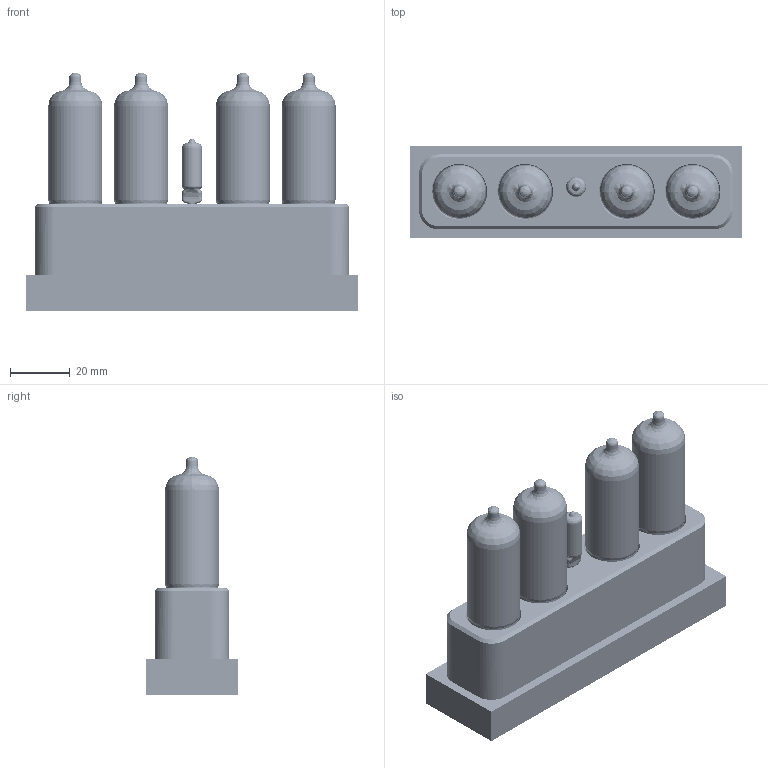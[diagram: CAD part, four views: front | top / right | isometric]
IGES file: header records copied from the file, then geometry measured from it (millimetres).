
Global section: file name: Nixie Clock Copper + Acrylic_v18; native system: unknown; preprocessor: unknown; author: unknown; organization: unknown; date: 20200923.175511; units: millimetre
Bounding box: 111 x 31 x 79.7 mm (x, y, z)
Volume: 107092.4 mm3; surface area: 109218.9 mm2
Topology: 338 solids, 338 shells, 12206 faces, 36672 edges, 24789 vertices
Faces by surface type: bspline 12206
